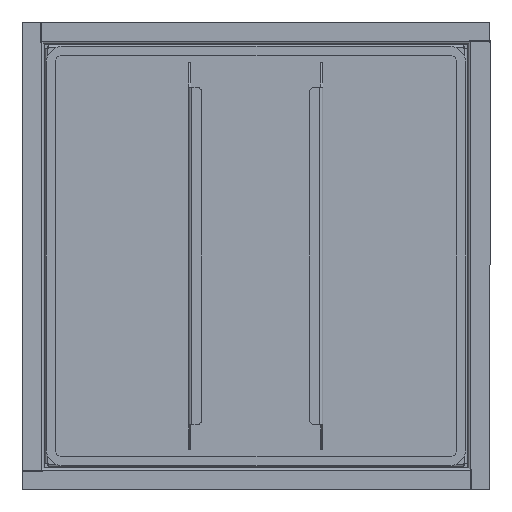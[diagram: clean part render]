
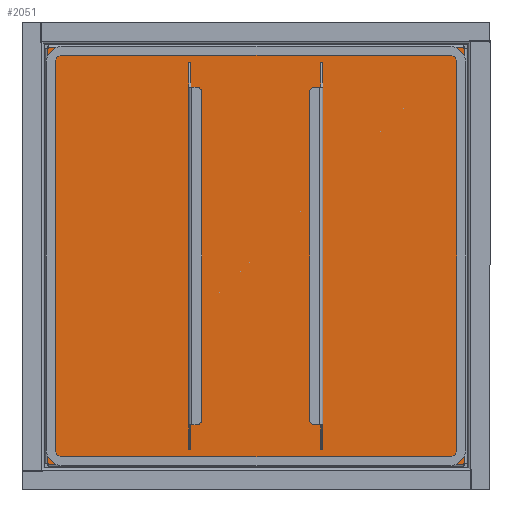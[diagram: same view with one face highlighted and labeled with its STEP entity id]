
A CAD part, front view. The second image highlights one B-rep face of the part: STEP entity #2051.
In plain terms, the highlighted face is planar.
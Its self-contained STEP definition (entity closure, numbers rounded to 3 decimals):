
#17 = DIRECTION ( 'NONE',  ( 0., -1., 0. ) ) ;
#64 = ORIENTED_EDGE ( 'NONE', *, *, #2969, .F. ) ;
#81 = CARTESIAN_POINT ( 'NONE',  ( 188.1, -188.5, 24. ) ) ;
#100 = VERTEX_POINT ( 'NONE', #3437 ) ;
#126 = LINE ( 'NONE', #2735, #1558 ) ;
#156 = EDGE_CURVE ( 'NONE', #2184, #1397, #1841, .T. ) ;
#376 = LINE ( 'NONE', #1547, #3336 ) ;
#389 = CARTESIAN_POINT ( 'NONE',  ( -188.5, -188.1, 24. ) ) ;
#410 = CARTESIAN_POINT ( 'NONE',  ( 188.5, -188.1, 24. ) ) ;
#442 = EDGE_CURVE ( 'NONE', #455, #100, #2986, .T. ) ;
#443 = ORIENTED_EDGE ( 'NONE', *, *, #3510, .F. ) ;
#455 = VERTEX_POINT ( 'NONE', #1220 ) ;
#503 = EDGE_LOOP ( 'NONE', ( #660, #2706, #1247, #1644, #3028, #1308, #443, #1910, #1701, #1205, #64, #2875 ) ) ;
#562 = CARTESIAN_POINT ( 'NONE',  ( -188.1, 188.1, 24. ) ) ;
#584 = EDGE_CURVE ( 'NONE', #1397, #455, #3297, .T. ) ;
#633 = VECTOR ( 'NONE', #1569, 1000. ) ;
#660 = ORIENTED_EDGE ( 'NONE', *, *, #1278, .F. ) ;
#715 = CARTESIAN_POINT ( 'NONE',  ( -191.1, 188.1, 24. ) ) ;
#762 = EDGE_CURVE ( 'NONE', #2642, #1971, #2839, .T. ) ;
#773 = LINE ( 'NONE', #821, #1778 ) ;
#821 = CARTESIAN_POINT ( 'NONE',  ( 188.5, 188.1, 24. ) ) ;
#858 = DIRECTION ( 'NONE',  ( -1., 0., 0. ) ) ;
#949 = EDGE_CURVE ( 'NONE', #100, #2815, #2883, .T. ) ;
#1028 = VERTEX_POINT ( 'NONE', #3075 ) ;
#1084 = VECTOR ( 'NONE', #858, 1000. ) ;
#1188 = VECTOR ( 'NONE', #17, 1000. ) ;
#1197 = CARTESIAN_POINT ( 'NONE',  ( 188.5, 188.1, 24. ) ) ;
#1205 = ORIENTED_EDGE ( 'NONE', *, *, #2474, .F. ) ;
#1220 = CARTESIAN_POINT ( 'NONE',  ( 188.1, -188.5, 24. ) ) ;
#1247 = ORIENTED_EDGE ( 'NONE', *, *, #949, .F. ) ;
#1278 = EDGE_CURVE ( 'NONE', #2890, #1587, #376, .T. ) ;
#1296 = VECTOR ( 'NONE', #3212, 1000. ) ;
#1305 = LINE ( 'NONE', #1331, #633 ) ;
#1308 = ORIENTED_EDGE ( 'NONE', *, *, #156, .F. ) ;
#1331 = CARTESIAN_POINT ( 'NONE',  ( -191.1, 188.1, 24. ) ) ;
#1350 = LINE ( 'NONE', #1418, #2010 ) ;
#1397 = VERTEX_POINT ( 'NONE', #1423 ) ;
#1418 = CARTESIAN_POINT ( 'NONE',  ( -191.1, -188.1, 24. ) ) ;
#1423 = CARTESIAN_POINT ( 'NONE',  ( 188.1, -188.1, 24. ) ) ;
#1448 = CARTESIAN_POINT ( 'NONE',  ( 188.1, 188.1, 24. ) ) ;
#1501 = DIRECTION ( 'NONE',  ( 0., 0., -1. ) ) ;
#1512 = DIRECTION ( 'NONE',  ( -1., 0., 0. ) ) ;
#1547 = CARTESIAN_POINT ( 'NONE',  ( -188.5, -188.1, 24. ) ) ;
#1558 = VECTOR ( 'NONE', #3023, 1000. ) ;
#1569 = DIRECTION ( 'NONE',  ( 1., 0., 0. ) ) ;
#1587 = VERTEX_POINT ( 'NONE', #3317 ) ;
#1644 = ORIENTED_EDGE ( 'NONE', *, *, #442, .F. ) ;
#1695 = AXIS2_PLACEMENT_3D ( 'NONE', #1771, #1501, #3216 ) ;
#1701 = ORIENTED_EDGE ( 'NONE', *, *, #3270, .F. ) ;
#1771 = CARTESIAN_POINT ( 'NONE',  ( -191.1, 191.1, 24. ) ) ;
#1778 = VECTOR ( 'NONE', #2522, 1000. ) ;
#1841 = LINE ( 'NONE', #2835, #1084 ) ;
#1910 = ORIENTED_EDGE ( 'NONE', *, *, #762, .F. ) ;
#1971 = VERTEX_POINT ( 'NONE', #1197 ) ;
#1982 = VECTOR ( 'NONE', #2143, 1000. ) ;
#2010 = VECTOR ( 'NONE', #2545, 1000. ) ;
#2022 = CARTESIAN_POINT ( 'NONE',  ( 188.1, 191.1, 24. ) ) ;
#2051 = ADVANCED_FACE ( 'NONE', ( #2062 ), #2076, .F. ) ;
#2062 = FACE_OUTER_BOUND ( 'NONE', #503, .T. ) ;
#2076 = PLANE ( 'NONE',  #1695 ) ;
#2143 = DIRECTION ( 'NONE',  ( 1., 0., 0. ) ) ;
#2184 = VERTEX_POINT ( 'NONE', #410 ) ;
#2224 = VECTOR ( 'NONE', #1512, 1000. ) ;
#2246 = DIRECTION ( 'NONE',  ( 0., 1., 0. ) ) ;
#2362 = CARTESIAN_POINT ( 'NONE',  ( -188.1, -188.1, 24. ) ) ;
#2474 = EDGE_CURVE ( 'NONE', #3013, #1028, #3596, .T. ) ;
#2522 = DIRECTION ( 'NONE',  ( 0., -1., 0. ) ) ;
#2528 = CARTESIAN_POINT ( 'NONE',  ( -188.1, 191.1, 24. ) ) ;
#2545 = DIRECTION ( 'NONE',  ( -1., 0., 0. ) ) ;
#2642 = VERTEX_POINT ( 'NONE', #1448 ) ;
#2706 = ORIENTED_EDGE ( 'NONE', *, *, #3619, .F. ) ;
#2718 = CARTESIAN_POINT ( 'NONE',  ( 188.1, 191.1, 24. ) ) ;
#2735 = CARTESIAN_POINT ( 'NONE',  ( -188.1, 191.1, 24. ) ) ;
#2815 = VERTEX_POINT ( 'NONE', #2362 ) ;
#2835 = CARTESIAN_POINT ( 'NONE',  ( -191.1, -188.1, 24. ) ) ;
#2839 = LINE ( 'NONE', #715, #1982 ) ;
#2875 = ORIENTED_EDGE ( 'NONE', *, *, #3399, .F. ) ;
#2883 = LINE ( 'NONE', #2528, #3569 ) ;
#2890 = VERTEX_POINT ( 'NONE', #389 ) ;
#2969 = EDGE_CURVE ( 'NONE', #3621, #3013, #126, .T. ) ;
#2986 = LINE ( 'NONE', #81, #2224 ) ;
#3013 = VERTEX_POINT ( 'NONE', #3697 ) ;
#3023 = DIRECTION ( 'NONE',  ( 0., 1., 0. ) ) ;
#3028 = ORIENTED_EDGE ( 'NONE', *, *, #584, .F. ) ;
#3075 = CARTESIAN_POINT ( 'NONE',  ( 188.1, 188.5, 24. ) ) ;
#3162 = DIRECTION ( 'NONE',  ( 0., 1., 0. ) ) ;
#3183 = VECTOR ( 'NONE', #3579, 1000. ) ;
#3212 = DIRECTION ( 'NONE',  ( 1., 0., 0. ) ) ;
#3216 = DIRECTION ( 'NONE',  ( -1., 0., 0. ) ) ;
#3270 = EDGE_CURVE ( 'NONE', #1028, #2642, #3278, .T. ) ;
#3278 = LINE ( 'NONE', #2718, #3183 ) ;
#3297 = LINE ( 'NONE', #2022, #1188 ) ;
#3317 = CARTESIAN_POINT ( 'NONE',  ( -188.5, 188.1, 24. ) ) ;
#3336 = VECTOR ( 'NONE', #3162, 1000. ) ;
#3399 = EDGE_CURVE ( 'NONE', #1587, #3621, #1305, .T. ) ;
#3437 = CARTESIAN_POINT ( 'NONE',  ( -188.1, -188.5, 24. ) ) ;
#3504 = CARTESIAN_POINT ( 'NONE',  ( -188.1, 188.5, 24. ) ) ;
#3510 = EDGE_CURVE ( 'NONE', #1971, #2184, #773, .T. ) ;
#3569 = VECTOR ( 'NONE', #2246, 1000. ) ;
#3579 = DIRECTION ( 'NONE',  ( 0., -1., 0. ) ) ;
#3596 = LINE ( 'NONE', #3504, #1296 ) ;
#3619 = EDGE_CURVE ( 'NONE', #2815, #2890, #1350, .T. ) ;
#3621 = VERTEX_POINT ( 'NONE', #562 ) ;
#3697 = CARTESIAN_POINT ( 'NONE',  ( -188.1, 188.5, 24. ) ) ;
